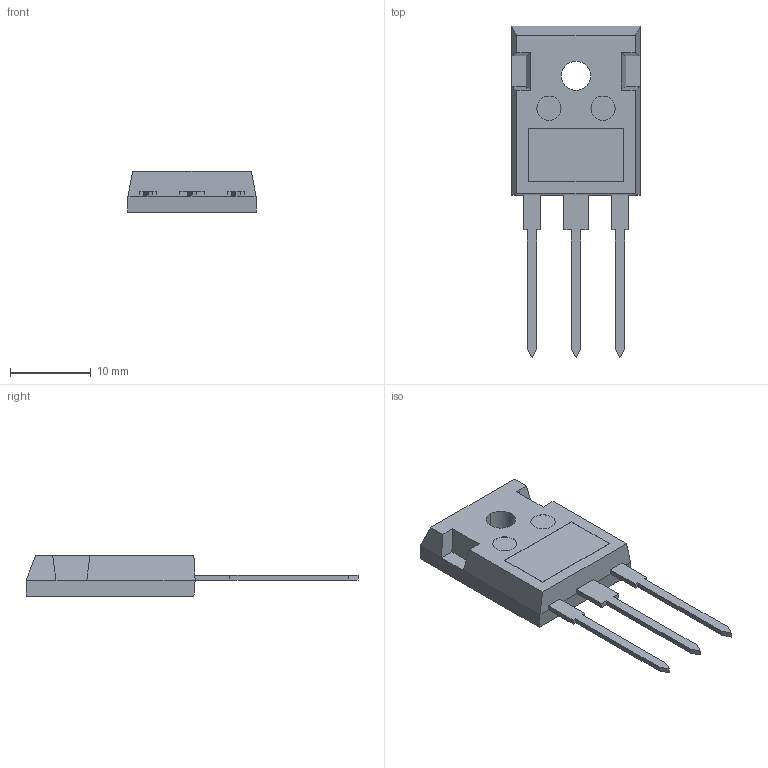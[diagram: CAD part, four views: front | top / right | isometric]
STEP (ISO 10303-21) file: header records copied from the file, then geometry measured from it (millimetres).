
FILE_DESCRIPTION (( 'STEP AP214' ), '1' );
FILE_NAME ('9050726F-2C3A-47A7-82B4-A7D8F4BC4E0C.STEP', '2023-04-19T06:47:15', ( '' ), ( '' ), 'SwSTEP 2.0', 'SolidWorks 2022', '' );
FILE_SCHEMA (( 'AUTOMOTIVE_DESIGN' ));
Length unit declared in the file: millimetre
Products named in the file (1): 9050726F-2C3A-47A7-82B4-A7D8F4BC4E0C
Bounding box: 15.9 x 41.13 x 5.1 mm (x, y, z)
Volume: 1571 mm3; surface area: 1290.4 mm2
Topology: 1 solids, 1 shells, 82 faces, 214 edges, 134 vertices
Faces by surface type: plane 72, cylinder 6, cone 4
Entity records: 3212 total; most frequent: CARTESIAN_POINT 439, ORIENTED_EDGE 420, DIRECTION 384, EDGE_CURVE 210, LINE 194, VECTOR 194, VERTEX_POINT 134, AXIS2_PLACEMENT_3D 95
